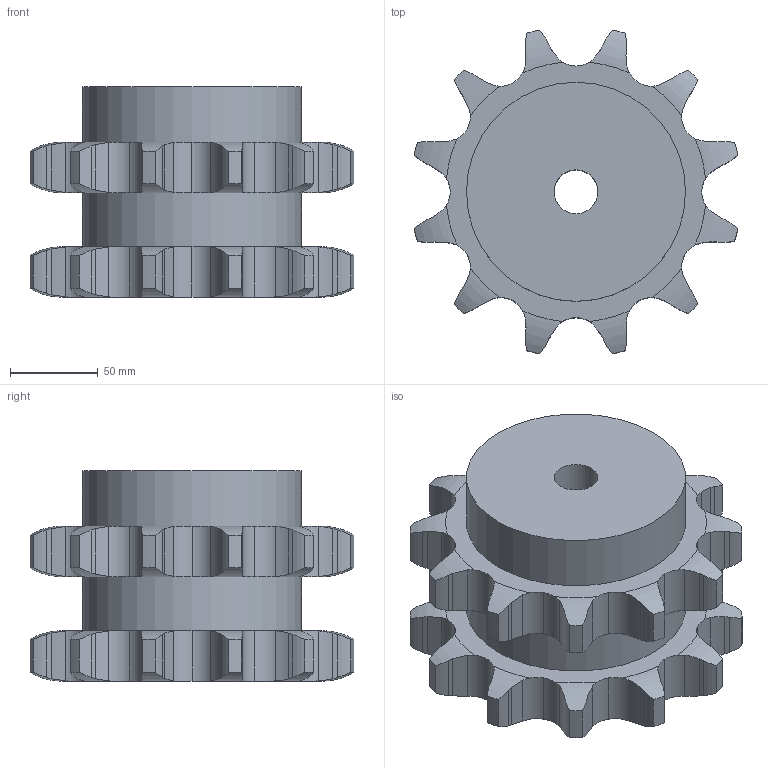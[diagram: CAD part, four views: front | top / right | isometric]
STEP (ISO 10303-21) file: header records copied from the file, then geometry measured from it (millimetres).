
FILE_DESCRIPTION(('FreeCAD Model'),'2;1');
FILE_NAME('Open CASCADE Shape Model','2021-09-04T19:01:24',('FreeCAD'),( 'FreeCAD'),'Open CASCADE STEP processor 7.4','FreeCAD','Unknown');
FILE_SCHEMA(('AUTOMOTIVE_DESIGN { 1 0 10303 214 1 1 1 1 }'));
Length unit declared in the file: millimetre
Products named in the file (1): Open CASCADE STEP translator 7.4 5
Bounding box: 184.78 x 184.78 x 120 mm (x, y, z)
Volume: 1876736.3 mm3; surface area: 133917.3 mm2
Topology: 1 solids, 1 shells, 273 faces, 802 edges, 535 vertices
Faces by surface type: cylinder 171, plane 54, torus 48
Full cylindrical faces by diameter (mm): 25 x1, 125 x2
Entity records: 24773 total; most frequent: CARTESIAN_POINT 11099, DIRECTION 1891, ORIENTED_EDGE 1604, PCURVE 1604, DEFINITIONAL_REPRESENTATION 1604, B_SPLINE_CURVE_WITH_KNOTS 1152, LINE 903, VECTOR 903
